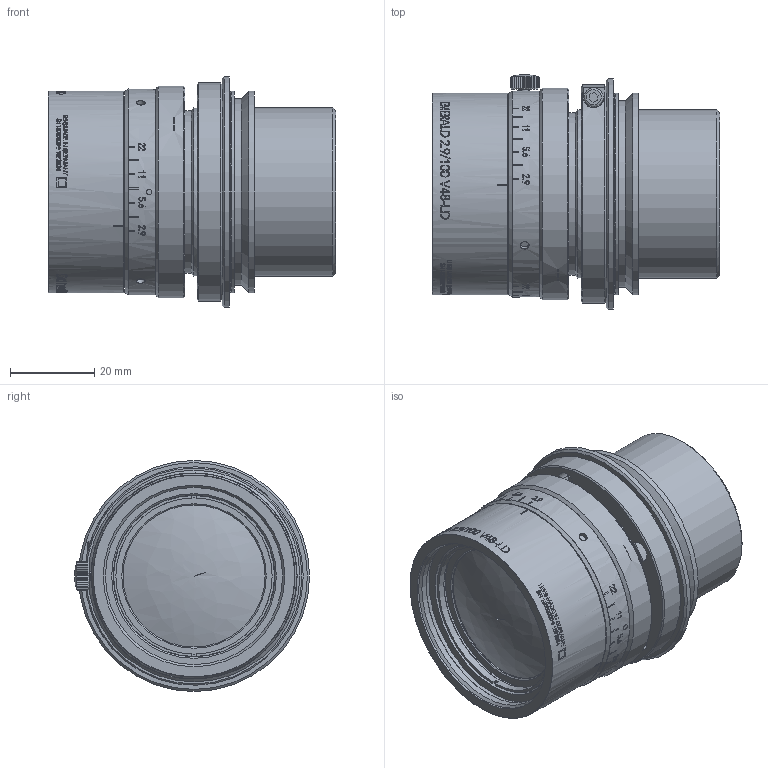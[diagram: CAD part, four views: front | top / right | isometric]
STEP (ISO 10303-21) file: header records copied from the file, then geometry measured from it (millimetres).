
FILE_DESCRIPTION(/* description */ (''),/* implementation_level */ '2;1');
FILE_NAME(/* name */ '1073834_00156059_002.stp',/* time_stamp */ '2021-12-13T14:12:07+01:00',/* author */ (''),/* organization */ (''),/* preprocessor_version */ 'ST-DEVELOPER v16',/* originating_system */ 'SIEMENS PLM Software NX 10.0',/* authorisation */ '');
FILE_SCHEMA (('AP203_CONFIGURATION_CONTROLLED_3D_DESIGN_OF_MECHANICAL_PARTS_AND_ASSEMBLIES_MIM_LF { 1 0 10303 403 2 1 2}'));
Length unit declared in the file: millimetre
Products named in the file (1): Froe79D874911jpn
Bounding box: 68.4 x 55.95 x 55 mm (x, y, z)
Volume: 101152.1 mm3; surface area: 25321.8 mm2
Topology: 1 solids, 5 shells, 605 faces, 2069 edges, 1636 vertices
Faces by surface type: cylinder 278, plane 267, cone 46, torus 10, bspline 3, sphere 1
Full cylindrical faces by diameter (mm): 1.321 x1, 2 x1, 2.05 x4, 2.5 x1, 2.7 x4, 2.8 x1, 4.5 x1, 31 x1, 31.6 x1, 32.2 x1, 33 x1, 33.8 x1, 34.2 x2, 36.4 x1, 37.2 x1, 38 x1, 38.3 x1, 38.46 x1, 38.72 x1, 39.2 x1, 40 x2, 41.6 x1, 42.18 x1, 43.2 x2, 44 x1, 44.2 x1, 44.4 x1, 46.997 x1, 47.4 x1, 48 x3
Entity records: 25639 total; most frequent: CARTESIAN_POINT 9096, ORIENTED_EDGE 3845, DIRECTION 2590, EDGE_CURVE 1949, VERTEX_POINT 1600, AXIS2_PLACEMENT_3D 1003, B_SPLINE_CURVE_WITH_KNOTS 927, EDGE_LOOP 871
